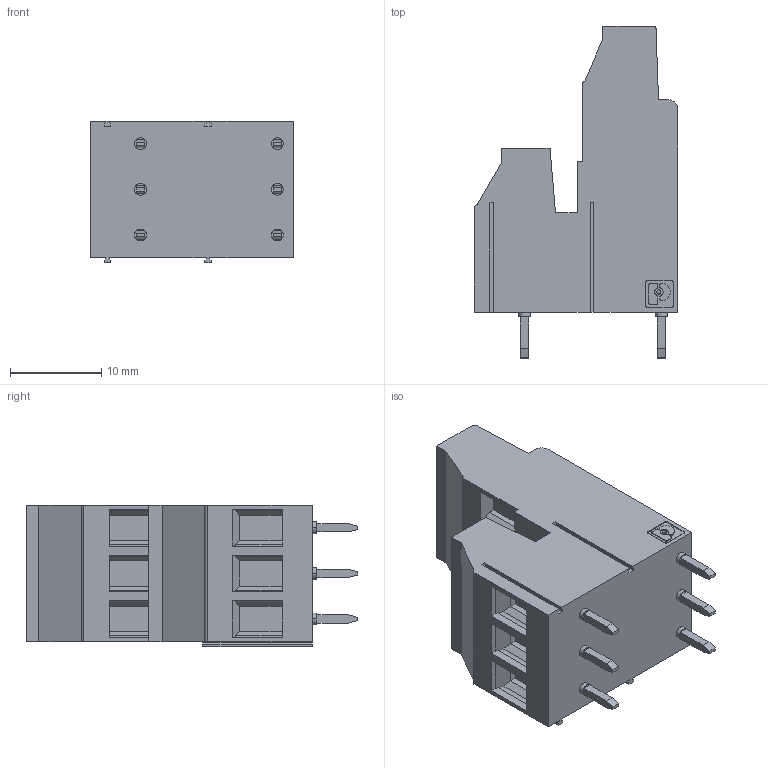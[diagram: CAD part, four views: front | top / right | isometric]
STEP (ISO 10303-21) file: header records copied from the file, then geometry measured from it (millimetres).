
FILE_DESCRIPTION(('SolidDesigner STEP Export'),'1');
FILE_NAME('mkkdsg_3-3.stp','2000-06-20T11:19:32',(''),(''), 'SolidDesigner STEP processor Version: 7.0(Mar 1999)for AP214(CD)(Solid Model)', 'CoCreate SolidDesigner: 07.50 21-Dec-99(C) CoCreate Software GmbH','');
FILE_SCHEMA(('AUTOMOTIVE_DESIGN_CC2 {1 2 10303 214 -1 1 5 1}'));
Length unit declared in the file: millimetre
Products named in the file (2): mkkdsg_3-3
Assembly tree (1 placements, depth 2):
  mkkdsg_3-3
    mkkdsg_3-3
Bounding box: 22.3 x 36.4 x 15.57 mm (x, y, z)
Volume: 6809.5 mm3; surface area: 3485.9 mm2
Topology: 1 solids, 1 shells, 319 faces, 816 edges, 530 vertices
Faces by surface type: plane 242, cylinder 77
Entity records: 11732 total; most frequent: CARTESIAN_POINT 1814, ORIENTED_EDGE 1632, DIRECTION 1370, EDGE_CURVE 816, VECTOR 580, LINE 580, VERTEX_POINT 530, AXIS2_PLACEMENT_3D 395
